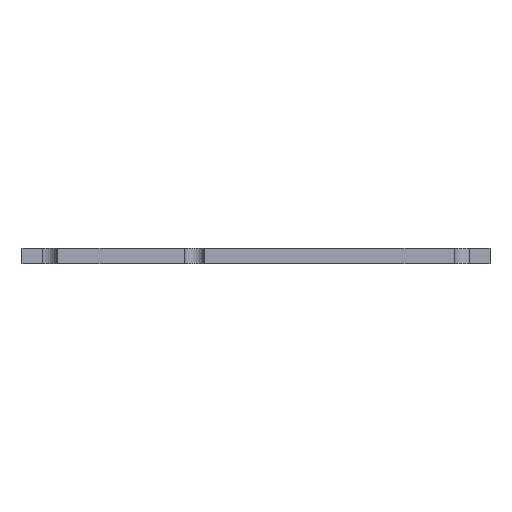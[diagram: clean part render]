
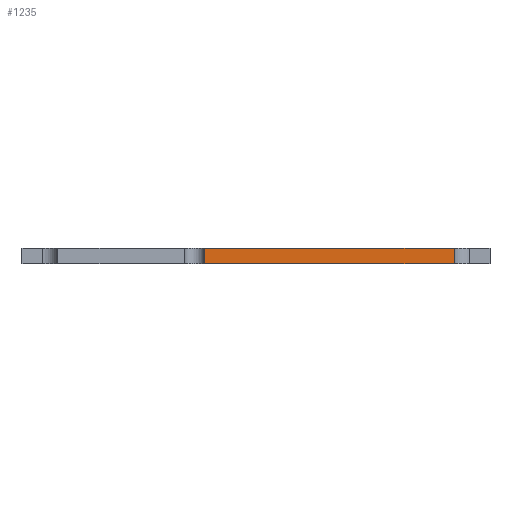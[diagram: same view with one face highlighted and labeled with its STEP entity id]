
A CAD part, front view. The second image highlights one B-rep face of the part: STEP entity #1235.
In plain terms, the highlighted planar face has unit normal (0, -1, 0).
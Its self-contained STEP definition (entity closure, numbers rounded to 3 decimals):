
#84 = PLANE('',#85);
#85 = AXIS2_PLACEMENT_3D('',#86,#87,#88);
#86 = CARTESIAN_POINT('',(-0.172,-0.792,1.));
#87 = DIRECTION('',(0.,0.,-1.));
#88 = DIRECTION('',(-1.,0.,0.));
#143 = PLANE('',#144);
#144 = AXIS2_PLACEMENT_3D('',#145,#146,#147);
#145 = CARTESIAN_POINT('',(-0.172,-0.792,0.));
#146 = DIRECTION('',(0.,0.,-1.));
#147 = DIRECTION('',(-1.,0.,0.));
#457 = VERTEX_POINT('',#458);
#458 = CARTESIAN_POINT('',(12.7,-25.5,0.));
#472 = PLANE('',#473);
#473 = AXIS2_PLACEMENT_3D('',#474,#475,#476);
#474 = CARTESIAN_POINT('',(12.7,-23.,0.));
#475 = DIRECTION('',(1.,0.,0.));
#476 = DIRECTION('',(0.,-1.,0.));
#484 = EDGE_CURVE('',#457,#485,#487,.T.);
#485 = VERTEX_POINT('',#486);
#486 = CARTESIAN_POINT('',(-3.3,-25.5,0.));
#487 = SURFACE_CURVE('',#488,(#492,#499),.PCURVE_S1.);
#488 = LINE('',#489,#490);
#489 = CARTESIAN_POINT('',(12.7,-25.5,0.));
#490 = VECTOR('',#491,1.);
#491 = DIRECTION('',(-1.,0.,0.));
#492 = PCURVE('',#143,#493);
#493 = DEFINITIONAL_REPRESENTATION('',(#494),#498);
#494 = LINE('',#495,#496);
#495 = CARTESIAN_POINT('',(-12.872,-24.708));
#496 = VECTOR('',#497,1.);
#497 = DIRECTION('',(1.,0.));
#498 = ( GEOMETRIC_REPRESENTATION_CONTEXT(2) 
PARAMETRIC_REPRESENTATION_CONTEXT() REPRESENTATION_CONTEXT('2D SPACE',''
  ) );
#499 = PCURVE('',#500,#505);
#500 = PLANE('',#501);
#501 = AXIS2_PLACEMENT_3D('',#502,#503,#504);
#502 = CARTESIAN_POINT('',(12.7,-25.5,0.));
#503 = DIRECTION('',(0.,-1.,0.));
#504 = DIRECTION('',(-1.,0.,0.));
#505 = DEFINITIONAL_REPRESENTATION('',(#506),#510);
#506 = LINE('',#507,#508);
#507 = CARTESIAN_POINT('',(0.,0.));
#508 = VECTOR('',#509,1.);
#509 = DIRECTION('',(1.,0.));
#510 = ( GEOMETRIC_REPRESENTATION_CONTEXT(2) 
PARAMETRIC_REPRESENTATION_CONTEXT() REPRESENTATION_CONTEXT('2D SPACE',''
  ) );
#528 = PLANE('',#529);
#529 = AXIS2_PLACEMENT_3D('',#530,#531,#532);
#530 = CARTESIAN_POINT('',(-3.3,-25.5,0.));
#531 = DIRECTION('',(-1.,0.,0.));
#532 = DIRECTION('',(0.,1.,0.));
#819 = VERTEX_POINT('',#820);
#820 = CARTESIAN_POINT('',(12.7,-25.5,1.));
#841 = EDGE_CURVE('',#819,#842,#844,.T.);
#842 = VERTEX_POINT('',#843);
#843 = CARTESIAN_POINT('',(-3.3,-25.5,1.));
#844 = SURFACE_CURVE('',#845,(#849,#856),.PCURVE_S1.);
#845 = LINE('',#846,#847);
#846 = CARTESIAN_POINT('',(12.7,-25.5,1.));
#847 = VECTOR('',#848,1.);
#848 = DIRECTION('',(-1.,0.,0.));
#849 = PCURVE('',#84,#850);
#850 = DEFINITIONAL_REPRESENTATION('',(#851),#855);
#851 = LINE('',#852,#853);
#852 = CARTESIAN_POINT('',(-12.872,-24.708));
#853 = VECTOR('',#854,1.);
#854 = DIRECTION('',(1.,0.));
#855 = ( GEOMETRIC_REPRESENTATION_CONTEXT(2) 
PARAMETRIC_REPRESENTATION_CONTEXT() REPRESENTATION_CONTEXT('2D SPACE',''
  ) );
#856 = PCURVE('',#500,#857);
#857 = DEFINITIONAL_REPRESENTATION('',(#858),#862);
#858 = LINE('',#859,#860);
#859 = CARTESIAN_POINT('',(0.,-1.));
#860 = VECTOR('',#861,1.);
#861 = DIRECTION('',(1.,0.));
#862 = ( GEOMETRIC_REPRESENTATION_CONTEXT(2) 
PARAMETRIC_REPRESENTATION_CONTEXT() REPRESENTATION_CONTEXT('2D SPACE',''
  ) );
#1185 = EDGE_CURVE('',#485,#842,#1186,.T.);
#1186 = SURFACE_CURVE('',#1187,(#1191,#1198),.PCURVE_S1.);
#1187 = LINE('',#1188,#1189);
#1188 = CARTESIAN_POINT('',(-3.3,-25.5,0.));
#1189 = VECTOR('',#1190,1.);
#1190 = DIRECTION('',(0.,0.,1.));
#1191 = PCURVE('',#528,#1192);
#1192 = DEFINITIONAL_REPRESENTATION('',(#1193),#1197);
#1193 = LINE('',#1194,#1195);
#1194 = CARTESIAN_POINT('',(0.,0.));
#1195 = VECTOR('',#1196,1.);
#1196 = DIRECTION('',(0.,-1.));
#1197 = ( GEOMETRIC_REPRESENTATION_CONTEXT(2) 
PARAMETRIC_REPRESENTATION_CONTEXT() REPRESENTATION_CONTEXT('2D SPACE',''
  ) );
#1198 = PCURVE('',#500,#1199);
#1199 = DEFINITIONAL_REPRESENTATION('',(#1200),#1204);
#1200 = LINE('',#1201,#1202);
#1201 = CARTESIAN_POINT('',(16.,0.));
#1202 = VECTOR('',#1203,1.);
#1203 = DIRECTION('',(0.,-1.));
#1204 = ( GEOMETRIC_REPRESENTATION_CONTEXT(2) 
PARAMETRIC_REPRESENTATION_CONTEXT() REPRESENTATION_CONTEXT('2D SPACE',''
  ) );
#1235 = ADVANCED_FACE('',(#1236),#500,.T.);
#1236 = FACE_BOUND('',#1237,.T.);
#1237 = EDGE_LOOP('',(#1238,#1259,#1260,#1261));
#1238 = ORIENTED_EDGE('',*,*,#1239,.T.);
#1239 = EDGE_CURVE('',#457,#819,#1240,.T.);
#1240 = SURFACE_CURVE('',#1241,(#1245,#1252),.PCURVE_S1.);
#1241 = LINE('',#1242,#1243);
#1242 = CARTESIAN_POINT('',(12.7,-25.5,0.));
#1243 = VECTOR('',#1244,1.);
#1244 = DIRECTION('',(0.,0.,1.));
#1245 = PCURVE('',#500,#1246);
#1246 = DEFINITIONAL_REPRESENTATION('',(#1247),#1251);
#1247 = LINE('',#1248,#1249);
#1248 = CARTESIAN_POINT('',(0.,0.));
#1249 = VECTOR('',#1250,1.);
#1250 = DIRECTION('',(0.,-1.));
#1251 = ( GEOMETRIC_REPRESENTATION_CONTEXT(2) 
PARAMETRIC_REPRESENTATION_CONTEXT() REPRESENTATION_CONTEXT('2D SPACE',''
  ) );
#1252 = PCURVE('',#472,#1253);
#1253 = DEFINITIONAL_REPRESENTATION('',(#1254),#1258);
#1254 = LINE('',#1255,#1256);
#1255 = CARTESIAN_POINT('',(2.5,0.));
#1256 = VECTOR('',#1257,1.);
#1257 = DIRECTION('',(0.,-1.));
#1258 = ( GEOMETRIC_REPRESENTATION_CONTEXT(2) 
PARAMETRIC_REPRESENTATION_CONTEXT() REPRESENTATION_CONTEXT('2D SPACE',''
  ) );
#1259 = ORIENTED_EDGE('',*,*,#841,.T.);
#1260 = ORIENTED_EDGE('',*,*,#1185,.F.);
#1261 = ORIENTED_EDGE('',*,*,#484,.F.);
